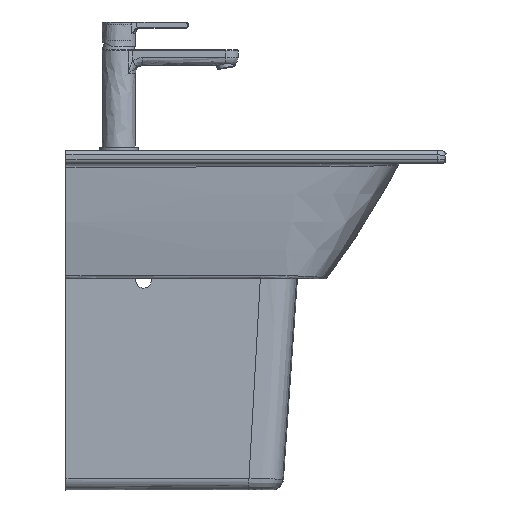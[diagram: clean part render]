
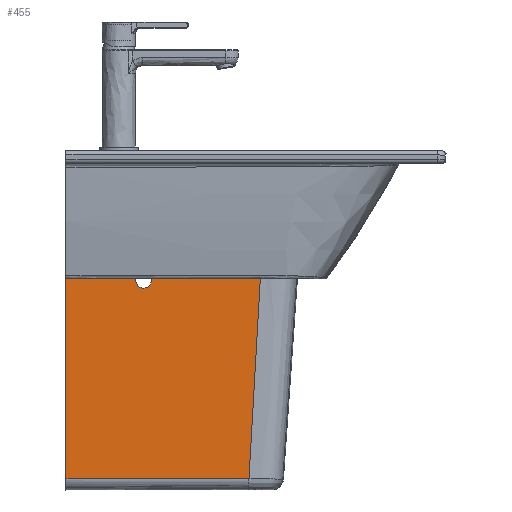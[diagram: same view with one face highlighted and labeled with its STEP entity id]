
A CAD part, front view. The second image highlights one B-rep face of the part: STEP entity #455.
In plain terms, the highlighted planar face has unit normal (0.037, -0.999, -0.013).
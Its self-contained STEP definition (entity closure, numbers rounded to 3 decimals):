
#75=FACE_BOUND('',#1237,.T.);
#455=ADVANCED_FACE('',(#839,#75),#5499,.T.);
#839=FACE_OUTER_BOUND('',#1236,.T.);
#1236=EDGE_LOOP('',(#3049,#3050,#3051,#3052));
#1237=EDGE_LOOP('',(#3053,#3054));
#3049=ORIENTED_EDGE('',*,*,#3947,.T.);
#3050=ORIENTED_EDGE('',*,*,#3979,.F.);
#3051=ORIENTED_EDGE('',*,*,#3980,.F.);
#3052=ORIENTED_EDGE('',*,*,#3981,.F.);
#3053=ORIENTED_EDGE('',*,*,#3983,.T.);
#3054=ORIENTED_EDGE('',*,*,#3982,.T.);
#3947=EDGE_CURVE('',#5435,#5397,#4604,.T.);
#3979=EDGE_CURVE('',#5396,#5397,#4634,.T.);
#3980=EDGE_CURVE('',#5399,#5396,#4635,.T.);
#3981=EDGE_CURVE('',#5435,#5399,#4636,.T.);
#3982=EDGE_CURVE('',#5448,#5449,#4637,.T.);
#3983=EDGE_CURVE('',#5449,#5448,#4638,.T.);
#4604=B_SPLINE_CURVE_WITH_KNOTS('',1,(#93757,#93758),.UNSPECIFIED.,.F.,
 .F.,(2,2),(-141.61,143.61),.UNSPECIFIED.);
#4634=B_SPLINE_CURVE_WITH_KNOTS('',1,(#94179,#94180),.UNSPECIFIED.,.F.,
 .F.,(2,2),(-235.839,0.),.UNSPECIFIED.);
#4635=B_SPLINE_CURVE_WITH_KNOTS('',5,(#94181,#94182,#94183,#94184,#94185,
#94186),.UNSPECIFIED.,.F.,.F.,(6,6),(0.,285.893),
 .UNSPECIFIED.);
#4636=B_SPLINE_CURVE_WITH_KNOTS('',1,(#94187,#94188),.UNSPECIFIED.,.F.,
 .F.,(2,2),(-252.,0.),.UNSPECIFIED.);
#4637=B_SPLINE_CURVE_WITH_KNOTS('',5,(#94189,#94190,#94191,#94192,#94193,
#94194,#94195,#94196,#94197,#94198,#94199,#94200,#94201,#94202,#94203,#94204,
#94205,#94206,#94207,#94208,#94209,#94210,#94211,#94212),.UNSPECIFIED.,
 .F.,.F.,(6,3,3,3,3,3,3,6),(0.,7.316,14.634,21.957,
29.284,36.61,42.468,44.445),.UNSPECIFIED.);
#4638=B_SPLINE_CURVE_WITH_KNOTS('',5,(#94213,#94214,#94215,#94216,#94217,
#94218,#94219,#94220,#94221,#94222,#94223,#94224,#94225,#94226,#94227,#94228,
#94229,#94230,#94231,#94232,#94233,#94234,#94235,#94236),.UNSPECIFIED.,
 .F.,.F.,(6,3,3,3,3,3,3,6),(0.,7.316,14.634,21.957,
29.284,36.61,42.468,44.445),.UNSPECIFIED.);
#5396=VERTEX_POINT('',#93103);
#5397=VERTEX_POINT('',#93104);
#5399=VERTEX_POINT('',#93106);
#5435=VERTEX_POINT('',#93142);
#5448=VERTEX_POINT('',#93155);
#5449=VERTEX_POINT('',#93156);
#5499=PLANE('',#5948);
#5948=AXIS2_PLACEMENT_3D('',#93027,#6011,$);
#6011=DIRECTION('',(0.037,-0.999,-0.013));
#93027=CARTESIAN_POINT('',(277.222,-75.211,-108.059));
#93103=CARTESIAN_POINT('',(235.686,-72.625,-421.98));
#93104=CARTESIAN_POINT('',(0.005,-81.267,-421.98));
#93106=CARTESIAN_POINT('',(251.836,-75.766,-136.783));
#93142=CARTESIAN_POINT('',(0.005,-85.,-136.783));
#93155=CARTESIAN_POINT('',(110.005,-80.574,-166.783));
#93156=CARTESIAN_POINT('',(90.005,-81.307,-166.783));
#93757=CARTESIAN_POINT('',(0.005,-85.,-136.783));
#93758=CARTESIAN_POINT('',(0.005,-81.267,-421.98));
#94179=CARTESIAN_POINT('',(235.686,-72.625,-421.98));
#94180=CARTESIAN_POINT('',(0.005,-81.267,-421.98));
#94181=CARTESIAN_POINT('',(251.836,-75.766,-136.783));
#94182=CARTESIAN_POINT('',(248.606,-75.138,-193.823));
#94183=CARTESIAN_POINT('',(245.376,-74.509,-250.862));
#94184=CARTESIAN_POINT('',(242.146,-73.881,-307.901));
#94185=CARTESIAN_POINT('',(238.916,-73.253,-364.94));
#94186=CARTESIAN_POINT('',(235.686,-72.625,-421.98));
#94187=CARTESIAN_POINT('',(0.005,-85.,-136.783));
#94188=CARTESIAN_POINT('',(251.836,-75.766,-136.783));
#94189=CARTESIAN_POINT('',(110.005,-80.574,-166.783));
#94190=CARTESIAN_POINT('',(110.005,-80.56,-167.818));
#94191=CARTESIAN_POINT('',(109.872,-80.552,-168.852));
#94192=CARTESIAN_POINT('',(109.604,-80.548,-169.864));
#94193=CARTESIAN_POINT('',(108.813,-80.552,-171.795));
#94194=CARTESIAN_POINT('',(107.557,-80.576,-173.461));
#94195=CARTESIAN_POINT('',(106.824,-80.593,-174.208));
#94196=CARTESIAN_POINT('',(105.181,-80.637,-175.496));
#94197=CARTESIAN_POINT('',(103.265,-80.696,-176.323));
#94198=CARTESIAN_POINT('',(102.258,-80.729,-176.609));
#94199=CARTESIAN_POINT('',(100.193,-80.801,-176.916));
#94200=CARTESIAN_POINT('',(98.118,-80.88,-176.686));
#94201=CARTESIAN_POINT('',(97.1,-80.921,-176.437));
#94202=CARTESIAN_POINT('',(95.154,-81.002,-175.681));
#94203=CARTESIAN_POINT('',(93.464,-81.08,-174.454));
#94204=CARTESIAN_POINT('',(92.704,-81.117,-173.734));
#94205=CARTESIAN_POINT('',(91.518,-81.18,-172.276));
#94206=CARTESIAN_POINT('',(90.702,-81.232,-170.589));
#94207=CARTESIAN_POINT('',(90.419,-81.252,-169.805));
#94208=CARTESIAN_POINT('',(90.151,-81.276,-168.724));
#94209=CARTESIAN_POINT('',(90.035,-81.295,-167.622));
#94210=CARTESIAN_POINT('',(90.015,-81.299,-167.342));
#94211=CARTESIAN_POINT('',(90.005,-81.303,-167.063));
#94212=CARTESIAN_POINT('',(90.005,-81.307,-166.783));
#94213=CARTESIAN_POINT('',(90.005,-81.307,-166.783));
#94214=CARTESIAN_POINT('',(90.005,-81.321,-165.749));
#94215=CARTESIAN_POINT('',(90.139,-81.329,-164.714));
#94216=CARTESIAN_POINT('',(90.407,-81.333,-163.703));
#94217=CARTESIAN_POINT('',(91.198,-81.329,-161.771));
#94218=CARTESIAN_POINT('',(92.454,-81.305,-160.105));
#94219=CARTESIAN_POINT('',(93.187,-81.288,-159.358));
#94220=CARTESIAN_POINT('',(94.83,-81.244,-158.071));
#94221=CARTESIAN_POINT('',(96.746,-81.185,-157.244));
#94222=CARTESIAN_POINT('',(97.753,-81.152,-156.957));
#94223=CARTESIAN_POINT('',(99.818,-81.08,-156.651));
#94224=CARTESIAN_POINT('',(101.893,-81.001,-156.881));
#94225=CARTESIAN_POINT('',(102.91,-80.96,-157.13));
#94226=CARTESIAN_POINT('',(104.856,-80.879,-157.886));
#94227=CARTESIAN_POINT('',(106.546,-80.801,-159.113));
#94228=CARTESIAN_POINT('',(107.307,-80.764,-159.832));
#94229=CARTESIAN_POINT('',(108.492,-80.701,-161.291));
#94230=CARTESIAN_POINT('',(109.308,-80.649,-162.977));
#94231=CARTESIAN_POINT('',(109.592,-80.628,-163.762));
#94232=CARTESIAN_POINT('',(109.86,-80.604,-164.843));
#94233=CARTESIAN_POINT('',(109.976,-80.586,-165.945));
#94234=CARTESIAN_POINT('',(109.996,-80.581,-166.224));
#94235=CARTESIAN_POINT('',(110.005,-80.577,-166.504));
#94236=CARTESIAN_POINT('',(110.005,-80.574,-166.783));
